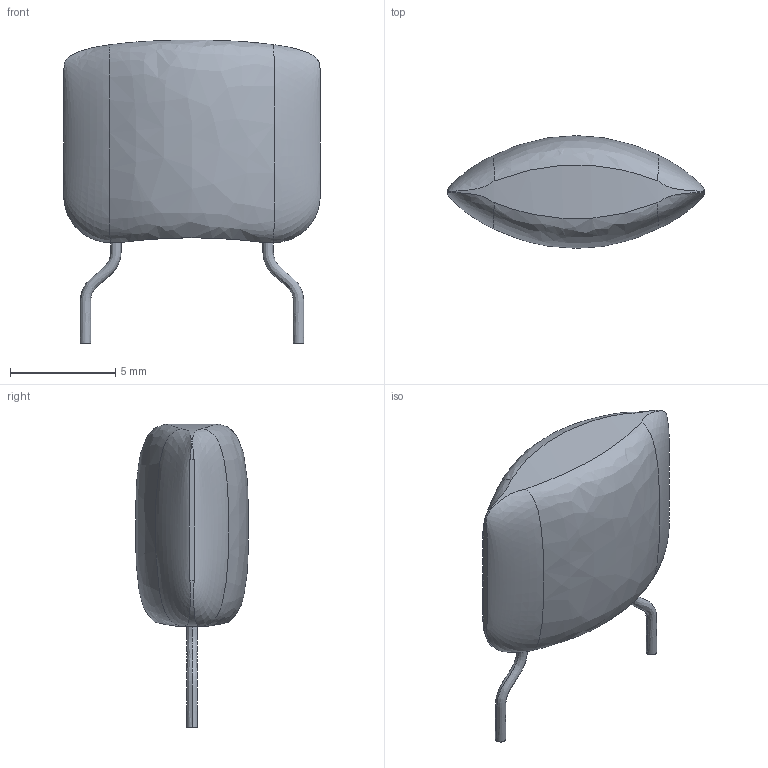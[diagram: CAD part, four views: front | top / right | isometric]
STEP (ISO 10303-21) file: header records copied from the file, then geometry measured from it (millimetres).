
FILE_DESCRIPTION (( 'STEP AP214' ), '1' );
FILE_NAME ('Cap Polyprop L10.16 H9.5.STEP', '2025-09-08T11:31:52', ( '' ), ( '' ), 'SwSTEP 2.0', 'SolidWorks 2024', '' );
FILE_SCHEMA (( 'AUTOMOTIVE_DESIGN' ));
Length unit declared in the file: millimetre
Products named in the file (1): Cap Polyprop L10.16 H9.5
Bounding box: 12.2 x 5.36 x 14.47 mm (x, y, z)
Volume: 400.2 mm3; surface area: 340.9 mm2
Topology: 3 solids, 3 shells, 23 faces, 47 edges, 30 vertices
Faces by surface type: bspline 11, plane 8, cylinder 4
Entity records: 5260 total; most frequent: CARTESIAN_POINT 4732, ORIENTED_EDGE 94, DIRECTION 51, EDGE_CURVE 47, VERTEX_POINT 30, B_SPLINE_CURVE_WITH_KNOTS 30, ADVANCED_FACE 23, FACE_OUTER_BOUND 23
